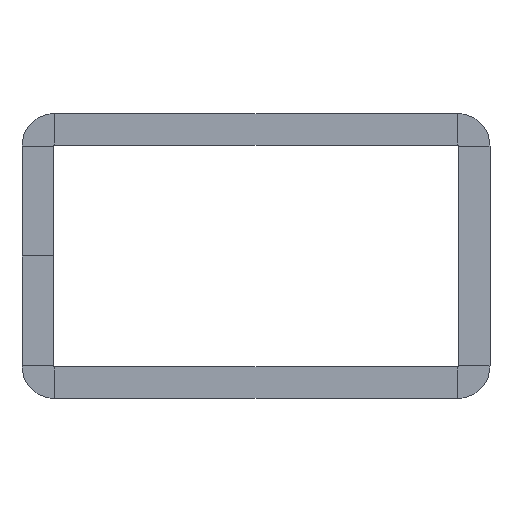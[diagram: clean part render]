
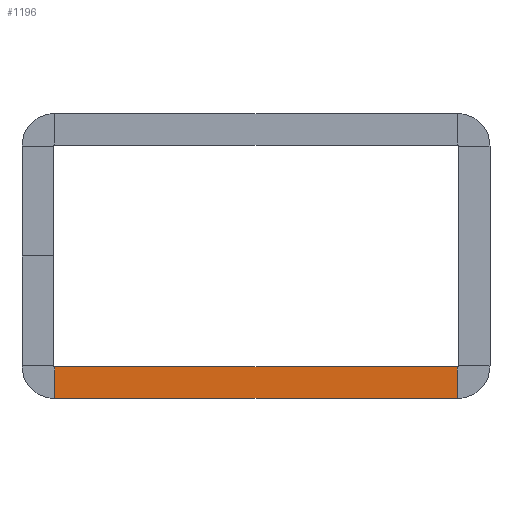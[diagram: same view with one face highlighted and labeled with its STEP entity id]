
A CAD part, top view. The second image highlights one B-rep face of the part: STEP entity #1196.
In plain terms, the highlighted planar face has unit normal (0, 0, 1).
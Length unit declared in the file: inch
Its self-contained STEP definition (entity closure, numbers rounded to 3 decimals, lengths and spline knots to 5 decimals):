
#30 = DIRECTION ( 'NONE',  ( 0., 1., 0. ) ) ;
#60 = LINE ( 'NONE', #764, #1096 ) ;
#133 = CARTESIAN_POINT ( 'NONE',  ( 1.84039, -1.01378, 0. ) ) ;
#143 = DIRECTION ( 'NONE',  ( 0., 0., -1. ) ) ;
#165 = LINE ( 'NONE', #360, #805 ) ;
#176 = CARTESIAN_POINT ( 'NONE',  ( -1.84039, -1.01378, 0. ) ) ;
#187 = ORIENTED_EDGE ( 'NONE', *, *, #973, .T. ) ;
#188 = AXIS2_PLACEMENT_3D ( 'NONE', #271, #143, #471 ) ;
#271 = CARTESIAN_POINT ( 'NONE',  ( -1.84039, -1.01378, 0. ) ) ;
#350 = VERTEX_POINT ( 'NONE', #1109 ) ;
#360 = CARTESIAN_POINT ( 'NONE',  ( -1.84039, -1.01378, 0. ) ) ;
#433 = ORIENTED_EDGE ( 'NONE', *, *, #810, .T. ) ;
#438 = EDGE_CURVE ( 'NONE', #886, #892, #165, .T. ) ;
#459 = ORIENTED_EDGE ( 'NONE', *, *, #1098, .F. ) ;
#471 = DIRECTION ( 'NONE',  ( -1., 0., 0. ) ) ;
#573 = ORIENTED_EDGE ( 'NONE', *, *, #438, .F. ) ;
#764 = CARTESIAN_POINT ( 'NONE',  ( 1.84039, -1.01378, 0. ) ) ;
#784 = DIRECTION ( 'NONE',  ( 1., 0., 0. ) ) ;
#805 = VECTOR ( 'NONE', #784, 39.37008 ) ;
#810 = EDGE_CURVE ( 'NONE', #350, #892, #60, .T. ) ;
#884 = LINE ( 'NONE', #979, #1185 ) ;
#886 = VERTEX_POINT ( 'NONE', #176 ) ;
#892 = VERTEX_POINT ( 'NONE', #133 ) ;
#893 = FACE_OUTER_BOUND ( 'NONE', #1124, .T. ) ;
#952 = LINE ( 'NONE', #1367, #1013 ) ;
#973 = EDGE_CURVE ( 'NONE', #1186, #350, #952, .T. ) ;
#979 = CARTESIAN_POINT ( 'NONE',  ( -1.84039, -1.01378, 0. ) ) ;
#1013 = VECTOR ( 'NONE', #1046, 39.37008 ) ;
#1046 = DIRECTION ( 'NONE',  ( 1., 0., 0. ) ) ;
#1096 = VECTOR ( 'NONE', #1332, 39.37008 ) ;
#1098 = EDGE_CURVE ( 'NONE', #1186, #886, #884, .T. ) ;
#1107 = CARTESIAN_POINT ( 'NONE',  ( -1.84039, -1.30118, 0. ) ) ;
#1109 = CARTESIAN_POINT ( 'NONE',  ( 1.84039, -1.30118, 0. ) ) ;
#1124 = EDGE_LOOP ( 'NONE', ( #573, #459, #187, #433 ) ) ;
#1185 = VECTOR ( 'NONE', #30, 39.37008 ) ;
#1186 = VERTEX_POINT ( 'NONE', #1107 ) ;
#1196 = ADVANCED_FACE ( 'NONE', ( #893 ), #1318, .F. ) ;
#1318 = PLANE ( 'NONE',  #188 ) ;
#1332 = DIRECTION ( 'NONE',  ( 0., 1., 0. ) ) ;
#1367 = CARTESIAN_POINT ( 'NONE',  ( -1.84039, -1.30118, 0. ) ) ;
